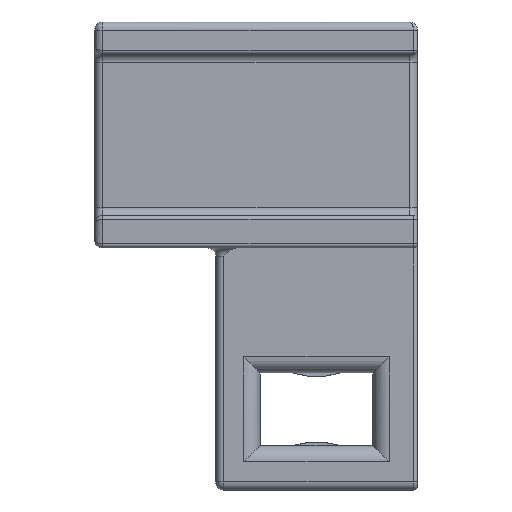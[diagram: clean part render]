
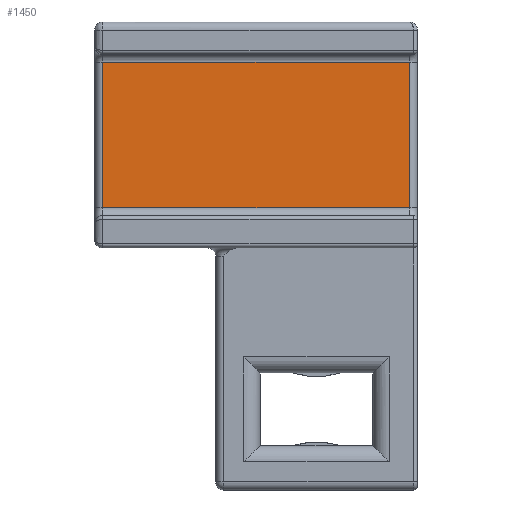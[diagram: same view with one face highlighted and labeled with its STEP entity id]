
A CAD part, front view. The second image highlights one B-rep face of the part: STEP entity #1450.
In plain terms, the highlighted planar face has unit normal (0, -1, 0).
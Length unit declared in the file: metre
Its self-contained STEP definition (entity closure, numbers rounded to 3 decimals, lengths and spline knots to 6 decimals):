
#300=ORIENTED_EDGE('',*,*,#713,.T.);
#301=ORIENTED_EDGE('',*,*,#714,.T.);
#302=ORIENTED_EDGE('',*,*,#715,.T.);
#303=ORIENTED_EDGE('',*,*,#716,.T.);
#713=EDGE_CURVE('',#912,#913,#1032,.T.);
#714=EDGE_CURVE('',#913,#914,#1033,.F.);
#715=EDGE_CURVE('',#914,#915,#1034,.F.);
#716=EDGE_CURVE('',#915,#912,#1035,.T.);
#912=VERTEX_POINT('',#2424);
#913=VERTEX_POINT('',#2425);
#914=VERTEX_POINT('',#2427);
#915=VERTEX_POINT('',#2429);
#1032=LINE('',#2423,#1154);
#1033=LINE('',#2426,#1155);
#1034=LINE('',#2428,#1156);
#1035=LINE('',#2430,#1157);
#1154=VECTOR('',#1890,1.);
#1155=VECTOR('',#1891,1.);
#1156=VECTOR('',#1892,1.);
#1157=VECTOR('',#1893,1.);
#1215=EDGE_LOOP('',(#300,#301,#302,#303));
#1317=FACE_BOUND('',#1215,.T.);
#1414=PLANE('',#1582);
#1450=ADVANCED_FACE('',(#1317),#1414,.T.);
#1582=AXIS2_PLACEMENT_3D('',#2422,#1888,#1889);
#1888=DIRECTION('',(0.,-1.,0.));
#1889=DIRECTION('',(1.,0.,0.));
#1890=DIRECTION('',(1.,0.,0.));
#1891=DIRECTION('',(0.,0.,-1.));
#1892=DIRECTION('',(1.,0.,0.));
#1893=DIRECTION('',(0.,0.,-1.));
#2422=CARTESIAN_POINT('',(-0.02,-0.006,0.01));
#2423=CARTESIAN_POINT('',(0.,-0.006,0.001));
#2424=CARTESIAN_POINT('',(-0.039,-0.006,0.001));
#2425=CARTESIAN_POINT('',(-0.001,-0.006,0.001));
#2426=CARTESIAN_POINT('',(-0.001,-0.006,0.01));
#2427=CARTESIAN_POINT('',(-0.001,-0.006,0.019));
#2428=CARTESIAN_POINT('',(-0.02,-0.006,0.019));
#2429=CARTESIAN_POINT('',(-0.039,-0.006,0.019));
#2430=CARTESIAN_POINT('',(-0.039,-0.006,0.));
